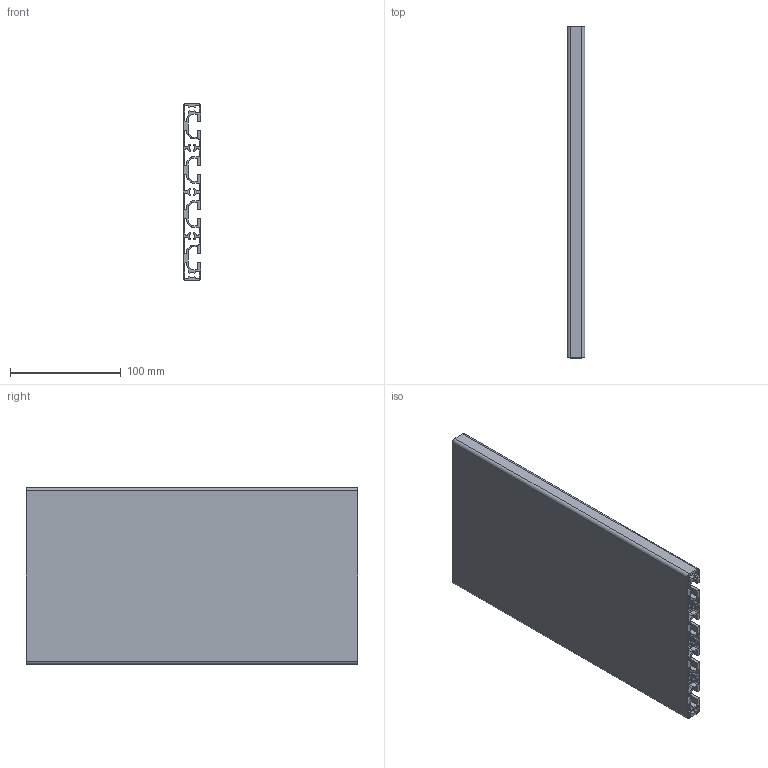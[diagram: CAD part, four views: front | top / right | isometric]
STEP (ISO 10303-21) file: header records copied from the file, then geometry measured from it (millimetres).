
FILE_DESCRIPTION (( 'STEP AP214' ), '1' );
FILE_NAME ('1728152912866.step', '2024-10-05T18:28:55', ( 'Windows User' ), ( '' ), 'SwSTEP 2.0', 'SolidWorks 2011', '' );
FILE_SCHEMA (( 'AUTOMOTIVE_DESIGN' ));
Length unit declared in the file: millimetre
Products named in the file (2): 1.09.016160.44LPx300.00(1); 1728152912866
Assembly tree (1 placements, depth 2):
  1728152912866
    1.09.016160.44LPx300.00(1)
Bounding box: 16 x 300 x 160 mm (x, y, z)
Volume: 279893.5 mm3; surface area: 297488.3 mm2
Topology: 1 solids, 1 shells, 269 faces, 801 edges, 534 vertices
Faces by surface type: cylinder 141, plane 128
Entity records: 9203 total; most frequent: DIRECTION 1629, CARTESIAN_POINT 1608, ORIENTED_EDGE 1602, EDGE_CURVE 801, AXIS2_PLACEMENT_3D 555, VERTEX_POINT 534, VECTOR 519, LINE 519
